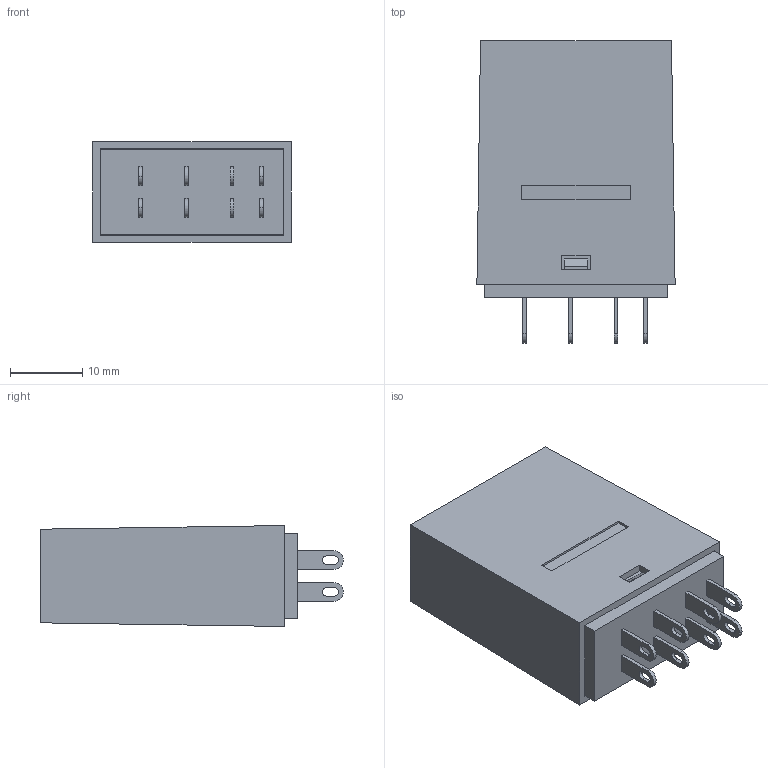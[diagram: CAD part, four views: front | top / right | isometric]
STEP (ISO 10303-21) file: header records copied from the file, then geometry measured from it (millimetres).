
FILE_DESCRIPTION (( 'STEP AP203' ), '1' );
FILE_NAME ('RY2S-U($)[AC][DC]##_rev0.0.STEP', '2021-12-27T23:16:01', ( '' ), ( '' ), 'SwSTEP 2.0', 'SolidWorks 2019', '' );
FILE_SCHEMA (( 'CONFIG_CONTROL_DESIGN' ));
Length unit declared in the file: millimetre
Products named in the file (3): RY2-U-CASE-UNIT_蹬怮椔; RY2S-BASE-UNIT_蹬怮椔; RY2S-U($)[AC][DC]##_rev0.0
Assembly tree (2 placements, depth 2):
  RY2S-U($)[AC][DC]##_rev0.0
    RY2S-BASE-UNIT_蹬怮椔
    RY2-U-CASE-UNIT_蹬怮椔
Bounding box: 27.5 x 42 x 14 mm (x, y, z)
Volume: 5197.9 mm3; surface area: 7061.6 mm2
Topology: 2 solids, 2 shells, 125 faces, 324 edges, 216 vertices
Faces by surface type: plane 93, cylinder 32
Entity records: 4147 total; most frequent: CARTESIAN_POINT 670, ORIENTED_EDGE 648, DIRECTION 648, EDGE_CURVE 324, LINE 260, VECTOR 260, VERTEX_POINT 216, AXIS2_PLACEMENT_3D 194
